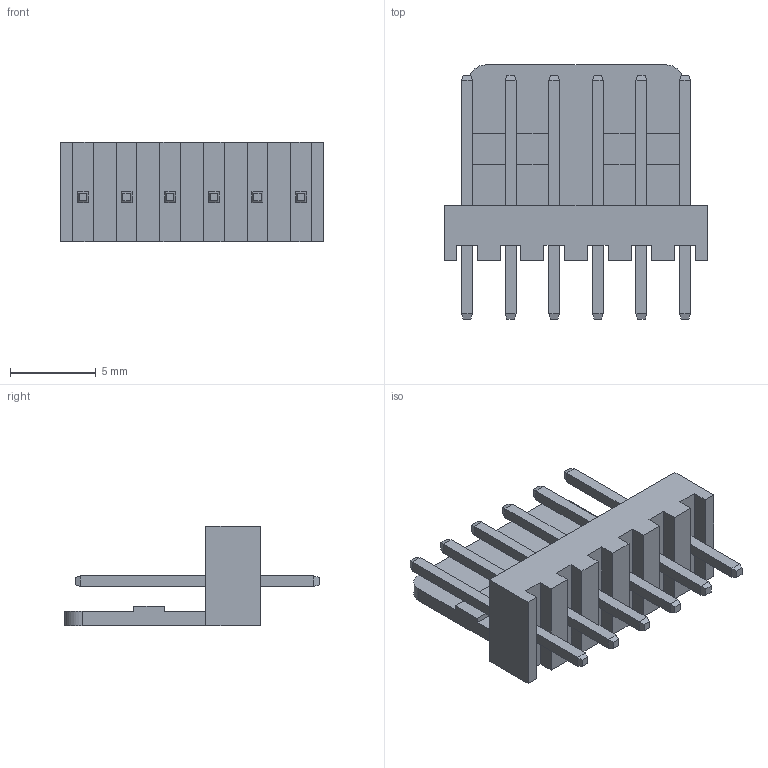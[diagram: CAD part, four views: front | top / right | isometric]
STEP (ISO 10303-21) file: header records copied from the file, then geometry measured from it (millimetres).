
FILE_DESCRIPTION((''),'2;1');
FILE_NAME('528-06-3-xx','2017-08-05T',('CGH'),(''),'PRO/ENGINEER BY PARAMETRIC TECHNOLOGY CORPORATION, 2010280','PRO/ENGINEER BY PARAMETRIC TECHNOLOGY CORPORATION, 2010280','');
FILE_SCHEMA(('CONFIG_CONTROL_DESIGN'));
Length unit declared in the file: millimetre
Products named in the file (1): 528-06-3-xx
Bounding box: 15.3 x 14.8 x 5.8 mm (x, y, z)
Volume: 367.2 mm3; surface area: 766.6 mm2
Topology: 1 solids, 1 shells, 152 faces, 366 edges, 228 vertices
Faces by surface type: plane 150, cylinder 2
Entity records: 4308 total; most frequent: CARTESIAN_POINT 746, ORIENTED_EDGE 732, DIRECTION 674, EDGE_CURVE 366, VECTOR 362, LINE 362, VERTEX_POINT 228, EDGE_LOOP 164
